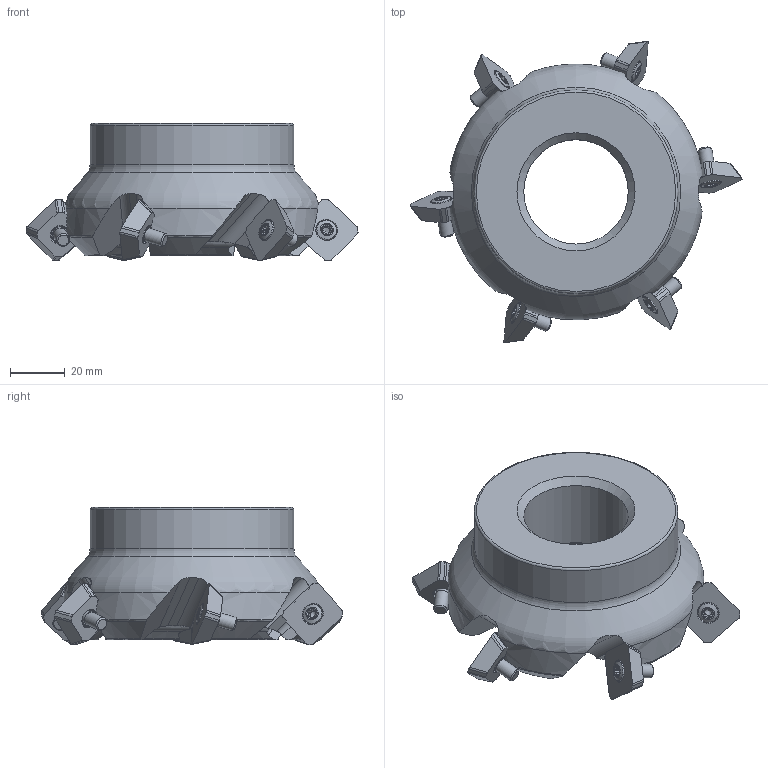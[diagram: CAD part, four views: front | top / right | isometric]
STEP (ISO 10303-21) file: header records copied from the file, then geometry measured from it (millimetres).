
FILE_DESCRIPTION(/* description */ (''),/* implementation_level */ '2;1');
FILE_NAME(/* name */ 'toolassembly_1.stp',/* time_stamp */ '2019-09-03T14:10:04+02:00',/* author */ (''),/* organization */ ('SMS'),/* preprocessor_version */ 'ST-DEVELOPER v16.7',/* originating_system */ 'SIEMENS PLM Software NX 12.0',/* authorisation */ '');
FILE_SCHEMA (('AUTOMOTIVE_DESIGN { 1 0 10303 214 3 1 1 1 }'));
Length unit declared in the file: millimetre
Products named in the file (4): CUT_20190903140928; NOCUT_20190903140901; ASSEMBLY_CONSTRUCTION; TOOLASSEMBLY_1
Assembly tree (8 placements, depth 2):
  TOOLASSEMBLY_1
    ASSEMBLY_CONSTRUCTION
    NOCUT_20190903140901
    CUT_20190903140928  x6
Bounding box: 121.17 x 109.91 x 50.01 mm (x, y, z)
Volume: 168203.8 mm3; surface area: 34688.1 mm2
Topology: 7 solids, 7 shells, 549 faces, 1435 edges, 927 vertices
Faces by surface type: plane 170, cylinder 153, cone 88, torus 53, extrusion 48, bspline 24, revolution 7, sphere 6
Full cylindrical faces by diameter (mm): 4.5 x6, 5 x6, 5.7 x6, 7.2 x6, 8.103 x6, 38.112 x1, 56 x1, 74.386 x1
Entity records: 13631 total; most frequent: CARTESIAN_POINT 5026, ORIENTED_EDGE 1740, DIRECTION 1697, EDGE_CURVE 870, AXIS2_PLACEMENT_3D 747, VERTEX_POINT 582, EDGE_LOOP 454, ADVANCED_FACE 374
